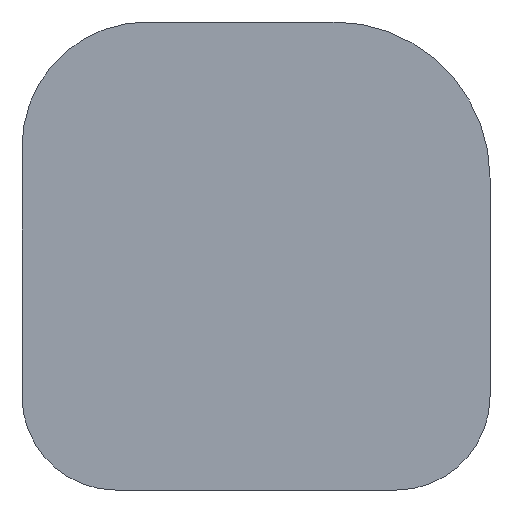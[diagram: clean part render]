
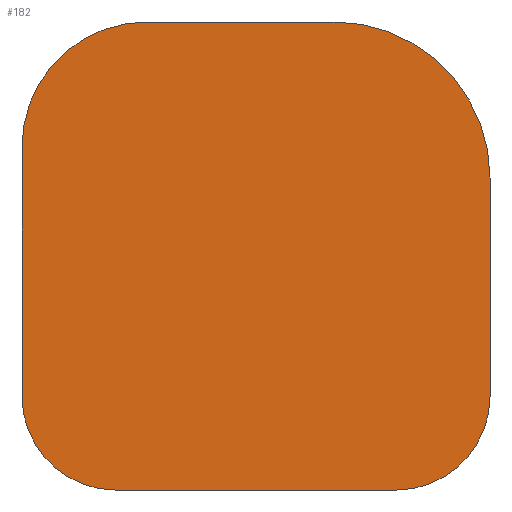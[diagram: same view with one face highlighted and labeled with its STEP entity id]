
A CAD part, front view. The second image highlights one B-rep face of the part: STEP entity #182.
In plain terms, the highlighted planar face has unit normal (0, -1, 0).
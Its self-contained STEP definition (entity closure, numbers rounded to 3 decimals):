
#15=CIRCLE('',#199,15.);
#17=CIRCLE('',#203,25.);
#19=CIRCLE('',#207,20.);
#21=CIRCLE('',#211,15.);
#36=FACE_OUTER_BOUND('',#46,.T.);
#46=EDGE_LOOP('',(#159,#160,#161,#162,#163,#164,#165,#166));
#47=LINE('',#273,#63);
#52=LINE('',#287,#68);
#56=LINE('',#299,#72);
#60=LINE('',#311,#76);
#63=VECTOR('',#219,10.);
#68=VECTOR('',#232,10.);
#72=VECTOR('',#244,10.);
#76=VECTOR('',#256,10.);
#79=VERTEX_POINT('',#271);
#80=VERTEX_POINT('',#272);
#83=VERTEX_POINT('',#280);
#85=VERTEX_POINT('',#286);
#87=VERTEX_POINT('',#292);
#89=VERTEX_POINT('',#298);
#91=VERTEX_POINT('',#304);
#93=VERTEX_POINT('',#310);
#95=EDGE_CURVE('',#79,#80,#47,.T.);
#99=EDGE_CURVE('',#83,#79,#15,.T.);
#102=EDGE_CURVE('',#85,#83,#52,.T.);
#105=EDGE_CURVE('',#87,#85,#17,.T.);
#108=EDGE_CURVE('',#89,#87,#56,.T.);
#111=EDGE_CURVE('',#91,#89,#19,.T.);
#114=EDGE_CURVE('',#93,#91,#60,.T.);
#117=EDGE_CURVE('',#80,#93,#21,.T.);
#159=ORIENTED_EDGE('',*,*,#117,.F.);
#160=ORIENTED_EDGE('',*,*,#95,.F.);
#161=ORIENTED_EDGE('',*,*,#99,.F.);
#162=ORIENTED_EDGE('',*,*,#102,.F.);
#163=ORIENTED_EDGE('',*,*,#105,.F.);
#164=ORIENTED_EDGE('',*,*,#108,.F.);
#165=ORIENTED_EDGE('',*,*,#111,.F.);
#166=ORIENTED_EDGE('',*,*,#114,.F.);
#172=PLANE('',#214);
#182=ADVANCED_FACE('',(#36),#172,.F.);
#199=AXIS2_PLACEMENT_3D('',#281,#225,#226);
#203=AXIS2_PLACEMENT_3D('',#293,#237,#238);
#207=AXIS2_PLACEMENT_3D('',#305,#249,#250);
#211=AXIS2_PLACEMENT_3D('',#316,#261,#262);
#214=AXIS2_PLACEMENT_3D('',#319,#267,#268);
#219=DIRECTION('',(-1.,0.,0.));
#225=DIRECTION('center_axis',(0.,1.,0.));
#226=DIRECTION('ref_axis',(1.,0.,0.));
#232=DIRECTION('',(0.,0.,-1.));
#237=DIRECTION('center_axis',(0.,1.,0.));
#238=DIRECTION('ref_axis',(0.,0.,1.));
#244=DIRECTION('',(1.,0.,0.));
#249=DIRECTION('center_axis',(0.,1.,0.));
#250=DIRECTION('ref_axis',(-1.,0.,0.));
#256=DIRECTION('',(0.,0.,1.));
#261=DIRECTION('center_axis',(0.,1.,0.));
#262=DIRECTION('ref_axis',(0.,0.,-1.));
#267=DIRECTION('center_axis',(0.,1.,0.));
#268=DIRECTION('ref_axis',(1.,0.,0.));
#271=CARTESIAN_POINT('',(22.5,0.,-37.5));
#272=CARTESIAN_POINT('',(-22.5,0.,-37.5));
#273=CARTESIAN_POINT('',(22.5,0.,-37.5));
#280=CARTESIAN_POINT('',(37.5,0.,-22.5));
#281=CARTESIAN_POINT('Origin',(22.5,0.,-22.5));
#286=CARTESIAN_POINT('',(37.5,0.,12.5));
#287=CARTESIAN_POINT('',(37.5,0.,12.5));
#292=CARTESIAN_POINT('',(12.5,0.,37.5));
#293=CARTESIAN_POINT('Origin',(12.5,0.,12.5));
#298=CARTESIAN_POINT('',(-17.5,0.,37.5));
#299=CARTESIAN_POINT('',(-17.5,0.,37.5));
#304=CARTESIAN_POINT('',(-37.5,0.,17.5));
#305=CARTESIAN_POINT('Origin',(-17.5,0.,17.5));
#310=CARTESIAN_POINT('',(-37.5,0.,-22.5));
#311=CARTESIAN_POINT('',(-37.5,0.,-22.5));
#316=CARTESIAN_POINT('Origin',(-22.5,0.,-22.5));
#319=CARTESIAN_POINT('Origin',(0.,0.,0.));
